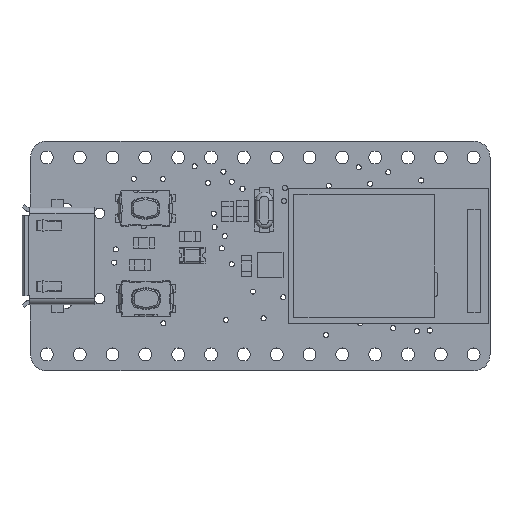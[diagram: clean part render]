
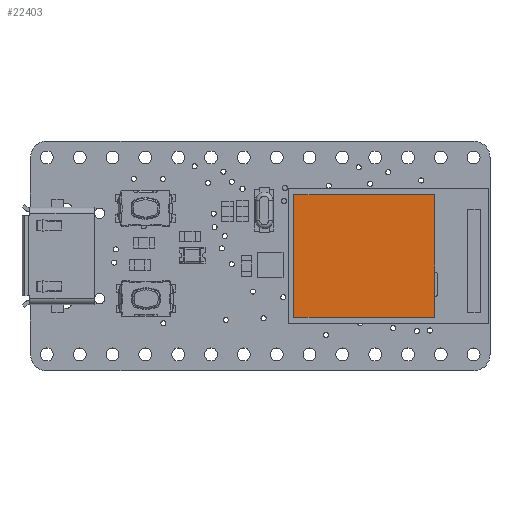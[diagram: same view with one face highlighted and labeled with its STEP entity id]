
A CAD part, top view. The second image highlights one B-rep face of the part: STEP entity #22403.
In plain terms, the highlighted planar face has unit normal (0, 0, 1).
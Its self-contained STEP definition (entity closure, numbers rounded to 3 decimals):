
#980=PLANE('',#24241);
#2077=FACE_OUTER_BOUND('',#3395,.T.);
#3395=EDGE_LOOP('',(#19340,#19341,#19342,#19343));
#5512=LINE('',#36929,#8021);
#5515=LINE('',#36935,#8024);
#5518=LINE('',#36941,#8027);
#5521=LINE('',#36945,#8030);
#8021=VECTOR('',#29153,10.9);
#8024=VECTOR('',#29158,9.5);
#8027=VECTOR('',#29163,10.9);
#8030=VECTOR('',#29168,9.5);
#10867=VERTEX_POINT('',#36926);
#10868=VERTEX_POINT('',#36928);
#10870=VERTEX_POINT('',#36934);
#10872=VERTEX_POINT('',#36940);
#13768=EDGE_CURVE('',#10868,#10867,#5512,.T.);
#13771=EDGE_CURVE('',#10870,#10868,#5515,.T.);
#13774=EDGE_CURVE('',#10872,#10870,#5518,.T.);
#13777=EDGE_CURVE('',#10867,#10872,#5521,.T.);
#19340=ORIENTED_EDGE('',*,*,#13768,.T.);
#19341=ORIENTED_EDGE('',*,*,#13777,.T.);
#19342=ORIENTED_EDGE('',*,*,#13774,.T.);
#19343=ORIENTED_EDGE('',*,*,#13771,.T.);
#22403=ADVANCED_FACE('',(#2077),#980,.T.);
#24241=AXIS2_PLACEMENT_3D('',#36946,#29169,#29170);
#29153=DIRECTION('',(0.,-1.,0.));
#29158=DIRECTION('',(-1.,0.,0.));
#29163=DIRECTION('',(0.,1.,0.));
#29168=DIRECTION('',(1.,0.,0.));
#29169=DIRECTION('center_axis',(0.,0.,1.));
#29170=DIRECTION('ref_axis',(1.,0.,0.));
#36926=CARTESIAN_POINT('',(-4.75,-7.3,2.));
#36928=CARTESIAN_POINT('',(-4.75,3.6,2.));
#36929=CARTESIAN_POINT('',(-4.75,3.6,2.));
#36934=CARTESIAN_POINT('',(4.75,3.6,2.));
#36935=CARTESIAN_POINT('',(4.75,3.6,2.));
#36940=CARTESIAN_POINT('',(4.75,-7.3,2.));
#36941=CARTESIAN_POINT('',(4.75,-7.3,2.));
#36945=CARTESIAN_POINT('',(-4.75,-7.3,2.));
#36946=CARTESIAN_POINT('Origin',(0.,0.,
2.));
